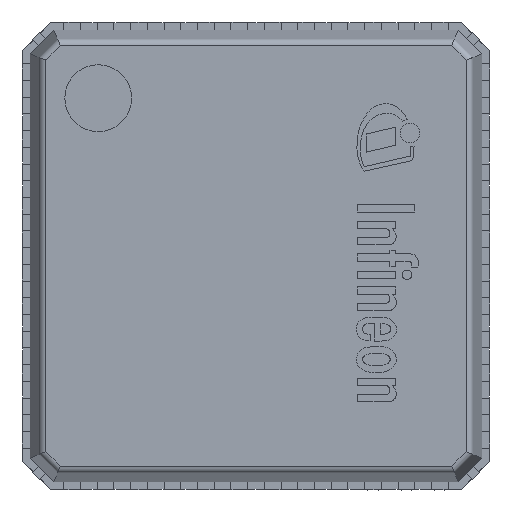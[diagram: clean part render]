
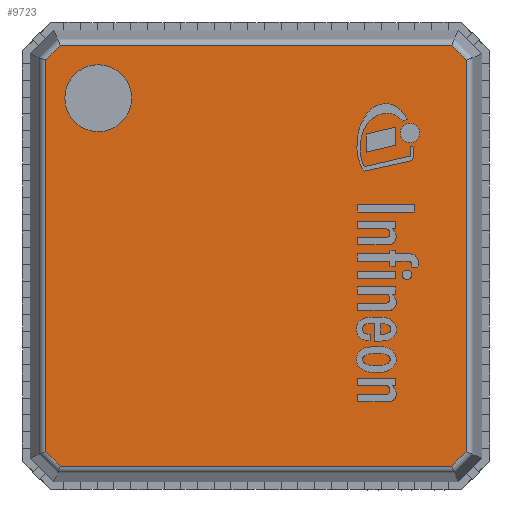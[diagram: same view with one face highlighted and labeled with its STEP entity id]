
A CAD part, top view. The second image highlights one B-rep face of the part: STEP entity #9723.
In plain terms, the highlighted planar face has unit normal (0, 0, 1).
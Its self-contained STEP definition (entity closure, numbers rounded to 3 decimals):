
#179=FACE_BOUND('',#1164,.T.);
#194=PLANE('',#10312);
#609=FACE_OUTER_BOUND('',#1163,.T.);
#1163=EDGE_LOOP('',(#6746,#6747,#6748,#6749,#6750,#6751,#6752,#6753));
#1164=EDGE_LOOP('',(#6754));
#1740=LINE('',#13849,#2927);
#1741=LINE('',#13851,#2928);
#1742=LINE('',#13853,#2929);
#1743=LINE('',#13855,#2930);
#1744=LINE('',#13857,#2931);
#1745=LINE('',#13859,#2932);
#1746=LINE('',#13861,#2933);
#1747=LINE('',#13862,#2934);
#2927=VECTOR('',#11119,1000.);
#2928=VECTOR('',#11120,1000.);
#2929=VECTOR('',#11121,1000.);
#2930=VECTOR('',#11122,1000.);
#2931=VECTOR('',#11123,1000.);
#2932=VECTOR('',#11124,1000.);
#2933=VECTOR('',#11125,1000.);
#2934=VECTOR('',#11126,1000.);
#4090=CIRCLE('',#10303,0.5);
#4306=VERTEX_POINT('',#13795);
#4323=VERTEX_POINT('',#13847);
#4324=VERTEX_POINT('',#13848);
#4325=VERTEX_POINT('',#13850);
#4326=VERTEX_POINT('',#13852);
#4327=VERTEX_POINT('',#13854);
#4328=VERTEX_POINT('',#13856);
#4329=VERTEX_POINT('',#13858);
#4330=VERTEX_POINT('',#13860);
#5265=EDGE_CURVE('',#4306,#4306,#4090,.T.);
#5290=EDGE_CURVE('',#4323,#4324,#1740,.T.);
#5291=EDGE_CURVE('',#4324,#4325,#1741,.T.);
#5292=EDGE_CURVE('',#4325,#4326,#1742,.T.);
#5293=EDGE_CURVE('',#4326,#4327,#1743,.T.);
#5294=EDGE_CURVE('',#4327,#4328,#1744,.T.);
#5295=EDGE_CURVE('',#4328,#4329,#1745,.T.);
#5296=EDGE_CURVE('',#4329,#4330,#1746,.T.);
#5297=EDGE_CURVE('',#4330,#4323,#1747,.T.);
#6746=ORIENTED_EDGE('',*,*,#5290,.T.);
#6747=ORIENTED_EDGE('',*,*,#5291,.T.);
#6748=ORIENTED_EDGE('',*,*,#5292,.T.);
#6749=ORIENTED_EDGE('',*,*,#5293,.T.);
#6750=ORIENTED_EDGE('',*,*,#5294,.T.);
#6751=ORIENTED_EDGE('',*,*,#5295,.T.);
#6752=ORIENTED_EDGE('',*,*,#5296,.T.);
#6753=ORIENTED_EDGE('',*,*,#5297,.T.);
#6754=ORIENTED_EDGE('',*,*,#5265,.F.);
#9723=ADVANCED_FACE('',(#609,#179),#194,.T.);
#10303=AXIS2_PLACEMENT_3D('',#13797,#11075,#11076);
#10312=AXIS2_PLACEMENT_3D('',#13846,#11117,#11118);
#11075=DIRECTION('center_axis',(0.,0.,1.));
#11076=DIRECTION('ref_axis',(0.,-1.,0.));
#11117=DIRECTION('center_axis',(0.,0.,1.));
#11118=DIRECTION('ref_axis',(0.,-1.,0.));
#11119=DIRECTION('',(0.,1.,0.));
#11120=DIRECTION('',(-0.707,0.707,0.));
#11121=DIRECTION('',(-1.,0.,0.));
#11122=DIRECTION('',(-0.707,-0.707,0.));
#11123=DIRECTION('',(0.,-1.,0.));
#11124=DIRECTION('',(0.707,-0.707,0.));
#11125=DIRECTION('',(1.,0.,0.));
#11126=DIRECTION('',(0.707,0.707,0.));
#13795=CARTESIAN_POINT('',(-2.36,2.86,0.9));
#13797=CARTESIAN_POINT('Origin',(-2.36,2.36,0.9));
#13846=CARTESIAN_POINT('Origin',(0.,0.,0.9));
#13847=CARTESIAN_POINT('',(3.145,-2.927,0.9));
#13848=CARTESIAN_POINT('',(3.145,2.927,0.9));
#13849=CARTESIAN_POINT('',(3.145,2.961,0.9));
#13850=CARTESIAN_POINT('',(2.927,3.145,0.9));
#13851=CARTESIAN_POINT('',(2.903,3.169,0.9));
#13852=CARTESIAN_POINT('',(-2.927,3.145,0.9));
#13853=CARTESIAN_POINT('',(-2.961,3.145,0.9));
#13854=CARTESIAN_POINT('',(-3.145,2.927,0.9));
#13855=CARTESIAN_POINT('',(-3.169,2.903,0.9));
#13856=CARTESIAN_POINT('',(-3.145,-2.927,0.9));
#13857=CARTESIAN_POINT('',(-3.145,-2.961,0.9));
#13858=CARTESIAN_POINT('',(-2.927,-3.145,0.9));
#13859=CARTESIAN_POINT('',(-2.903,-3.169,0.9));
#13860=CARTESIAN_POINT('',(2.927,-3.145,0.9));
#13861=CARTESIAN_POINT('',(2.961,-3.145,0.9));
#13862=CARTESIAN_POINT('',(3.169,-2.903,0.9));
